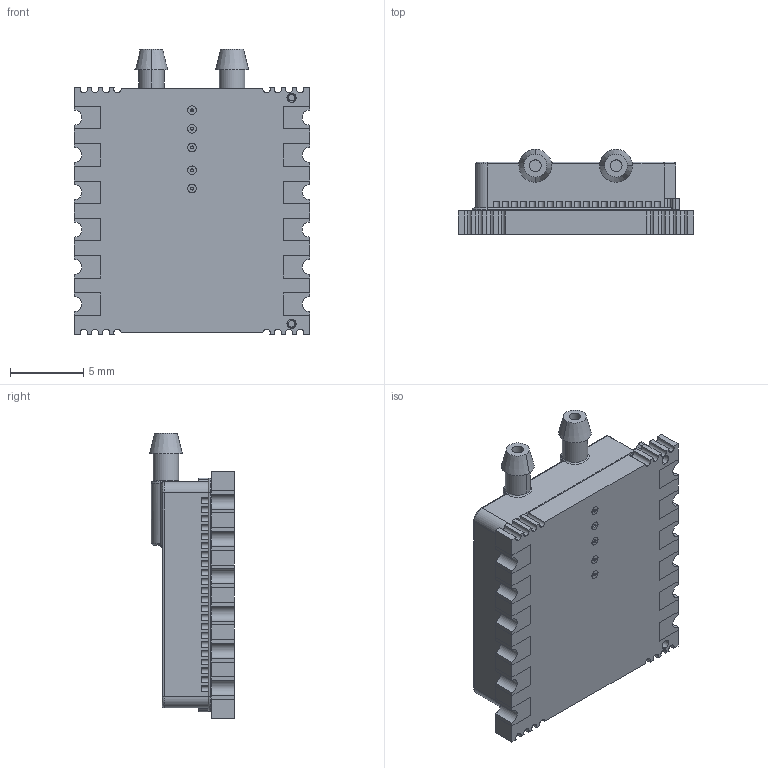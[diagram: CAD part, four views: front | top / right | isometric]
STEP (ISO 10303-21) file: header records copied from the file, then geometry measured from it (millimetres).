
FILE_DESCRIPTION (( 'STEP AP203' ), '1' );
FILE_NAME ('AUAV-RR.STEP', '2024-02-08T00:29:20', ( '' ), ( '' ), 'SwSTEP 2.0', 'SolidWorks 2019', '' );
FILE_SCHEMA (( 'CONFIG_CONTROL_DESIGN' ));
Length unit declared in the file: inch
Products named in the file (4): PCB AS01-08-078A; AUAV-RR; AS01-01-060 Rev A1; Adhesive
Assembly tree (3 placements, depth 2):
  AUAV-RR
    PCB AS01-08-078A
    AS01-01-060 Rev A1
    Adhesive
Bounding box: 16.01 x 5.78 x 19.44 mm (x, y, z)
Volume: 744.4 mm3; surface area: 1688.2 mm2
Topology: 3 solids, 3 shells, 846 faces, 2404 edges, 1581 vertices
Faces by surface type: plane 426, cylinder 362, torus 26, cone 16, bspline 16
Entity records: 28367 total; most frequent: CARTESIAN_POINT 5285, DIRECTION 4837, ORIENTED_EDGE 4800, EDGE_CURVE 2400, AXIS2_PLACEMENT_3D 1637, VERTEX_POINT 1581, VECTOR 1563, LINE 1563
